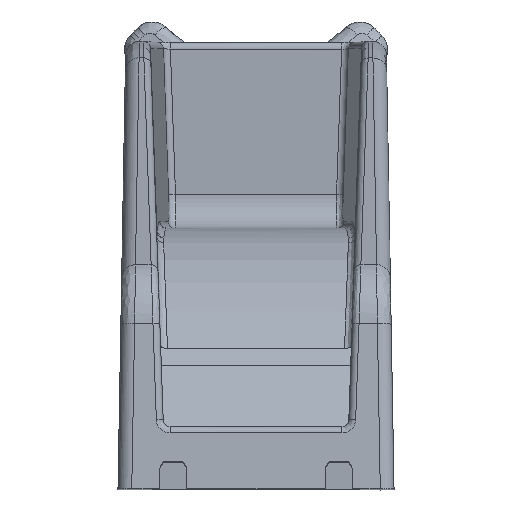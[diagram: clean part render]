
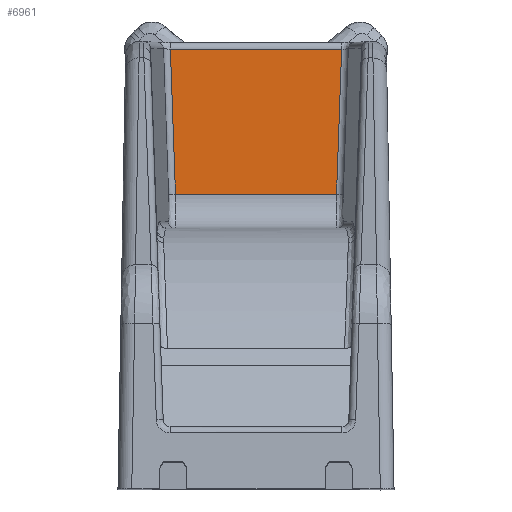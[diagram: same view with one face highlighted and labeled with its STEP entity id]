
A CAD part, top view. The second image highlights one B-rep face of the part: STEP entity #6961.
In plain terms, the highlighted planar face has unit normal (0, 0, 1).
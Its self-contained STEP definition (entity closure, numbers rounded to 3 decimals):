
#1910 = ORIENTED_EDGE ( 'NONE', *, *, #9538, .F. ) ;
#1978 = ORIENTED_EDGE ( 'NONE', *, *, #14309, .F. ) ;
#2449 = ORIENTED_EDGE ( 'NONE', *, *, #13868, .F. ) ;
#2509 = DIRECTION ( 'NONE',  ( -1., 0., 0. ) ) ;
#3977 = CARTESIAN_POINT ( 'NONE',  ( -12.403, 64., -170. ) ) ;
#4281 = CARTESIAN_POINT ( 'NONE',  ( -11.669, 43., -170. ) ) ;
#4565 = CARTESIAN_POINT ( 'NONE',  ( -12.159, 57., -170. ) ) ;
#5496 = CARTESIAN_POINT ( 'NONE',  ( -11.669, 43., -170. ) ) ;
#5969 = VERTEX_POINT ( 'NONE', #8787 ) ;
#6239 = B_SPLINE_CURVE_WITH_KNOTS ( 'NONE', 3,
 ( #9962, #7084, #13087, #5496 ),
 .UNSPECIFIED., .F., .F.,
 ( 4, 4 ),
 ( 0., 1. ),
 .UNSPECIFIED. ) ;
#6961 = ADVANCED_FACE ( 'NONE', ( #19239 ), #16349, .T. ) ;
#7084 = CARTESIAN_POINT ( 'NONE',  ( 3.89, 43., -170. ) ) ;
#8412 = DIRECTION ( 'NONE',  ( 0., -1., 0. ) ) ;
#8665 = CARTESIAN_POINT ( 'NONE',  ( 11.914, 50., -170. ) ) ;
#8787 = CARTESIAN_POINT ( 'NONE',  ( 11.669, 43., -170. ) ) ;
#9232 = ORIENTED_EDGE ( 'NONE', *, *, #16643, .T. ) ;
#9538 = EDGE_CURVE ( 'NONE', #11277, #18831, #10770, .T. ) ;
#9571 = B_SPLINE_CURVE_WITH_KNOTS ( 'NONE', 3,
 ( #17685, #17889, #8665, #11589 ),
 .UNSPECIFIED., .F., .F.,
 ( 4, 4 ),
 ( 0., 1. ),
 .UNSPECIFIED. ) ;
#9700 = CARTESIAN_POINT ( 'NONE',  ( 12.404, 64., -170. ) ) ;
#9962 = CARTESIAN_POINT ( 'NONE',  ( 11.669, 43., -170. ) ) ;
#9977 = CARTESIAN_POINT ( 'NONE',  ( -12.9, 64.42, -170. ) ) ;
#10253 = CARTESIAN_POINT ( 'NONE',  ( 0., 64., -170. ) ) ;
#10770 = B_SPLINE_CURVE_WITH_KNOTS ( 'NONE', 3,
 ( #4281, #12042, #4565, #13505 ),
 .UNSPECIFIED., .F., .F.,
 ( 4, 4 ),
 ( 0., 1. ),
 .UNSPECIFIED. ) ;
#11096 = VECTOR ( 'NONE', #2509, 1000. ) ;
#11277 = VERTEX_POINT ( 'NONE', #12848 ) ;
#11589 = CARTESIAN_POINT ( 'NONE',  ( 11.669, 43., -170. ) ) ;
#12042 = CARTESIAN_POINT ( 'NONE',  ( -11.914, 50., -170. ) ) ;
#12848 = CARTESIAN_POINT ( 'NONE',  ( -11.669, 43., -170. ) ) ;
#13087 = CARTESIAN_POINT ( 'NONE',  ( -3.89, 43., -170. ) ) ;
#13505 = CARTESIAN_POINT ( 'NONE',  ( -12.403, 64., -170. ) ) ;
#13868 = EDGE_CURVE ( 'NONE', #16335, #5969, #9571, .T. ) ;
#13897 = EDGE_LOOP ( 'NONE', ( #1978, #2449, #9232, #1910 ) ) ;
#14309 = EDGE_CURVE ( 'NONE', #5969, #11277, #6239, .T. ) ;
#14479 = DIRECTION ( 'NONE',  ( 0., 0., 1. ) ) ;
#15344 = AXIS2_PLACEMENT_3D ( 'NONE', #9977, #14479, #8412 ) ;
#16335 = VERTEX_POINT ( 'NONE', #9700 ) ;
#16349 = PLANE ( 'NONE',  #15344 ) ;
#16643 = EDGE_CURVE ( 'NONE', #16335, #18831, #19229, .T. ) ;
#17685 = CARTESIAN_POINT ( 'NONE',  ( 12.404, 64., -170. ) ) ;
#17889 = CARTESIAN_POINT ( 'NONE',  ( 12.159, 57., -170. ) ) ;
#18831 = VERTEX_POINT ( 'NONE', #3977 ) ;
#19229 = LINE ( 'NONE', #10253, #11096 ) ;
#19239 = FACE_OUTER_BOUND ( 'NONE', #13897, .T. ) ;
